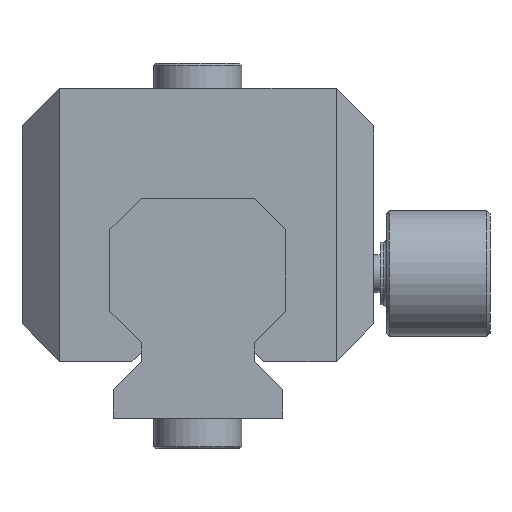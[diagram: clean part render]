
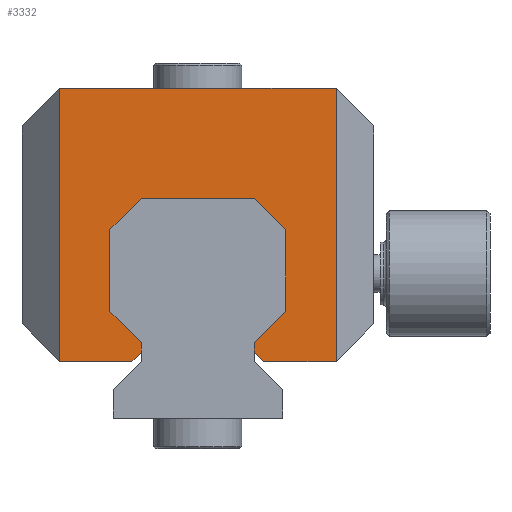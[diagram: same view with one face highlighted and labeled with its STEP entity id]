
A CAD part, front view. The second image highlights one B-rep face of the part: STEP entity #3332.
In plain terms, the highlighted face is planar.
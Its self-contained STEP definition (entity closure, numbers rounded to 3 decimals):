
#103=PLANE('',#3863);
#278=FACE_OUTER_BOUND('',#473,.T.);
#473=EDGE_LOOP('',(#2906,#2907,#2908,#2909,#2910,#2911,#2912,#2913,#2914,
#2915,#2916,#2917,#2918,#2919,#2920,#2921));
#941=LINE('',#5915,#1172);
#944=LINE('',#5921,#1175);
#945=LINE('',#5923,#1176);
#946=LINE('',#5925,#1177);
#947=LINE('',#5927,#1178);
#948=LINE('',#5929,#1179);
#949=LINE('',#5931,#1180);
#950=LINE('',#5933,#1181);
#951=LINE('',#5935,#1182);
#952=LINE('',#5937,#1183);
#953=LINE('',#5939,#1184);
#954=LINE('',#5941,#1185);
#955=LINE('',#5943,#1186);
#956=LINE('',#5945,#1187);
#957=LINE('',#5947,#1188);
#958=LINE('',#5948,#1189);
#1172=VECTOR('',#4891,10.);
#1175=VECTOR('',#4896,10.);
#1176=VECTOR('',#4897,10.);
#1177=VECTOR('',#4898,10.);
#1178=VECTOR('',#4899,10.);
#1179=VECTOR('',#4900,10.);
#1180=VECTOR('',#4901,10.);
#1181=VECTOR('',#4902,10.);
#1182=VECTOR('',#4903,10.);
#1183=VECTOR('',#4904,10.);
#1184=VECTOR('',#4905,10.);
#1185=VECTOR('',#4906,10.);
#1186=VECTOR('',#4907,10.);
#1187=VECTOR('',#4908,10.);
#1188=VECTOR('',#4909,10.);
#1189=VECTOR('',#4910,10.);
#1527=VERTEX_POINT('',#5912);
#1528=VERTEX_POINT('',#5914);
#1530=VERTEX_POINT('',#5920);
#1531=VERTEX_POINT('',#5922);
#1532=VERTEX_POINT('',#5924);
#1533=VERTEX_POINT('',#5926);
#1534=VERTEX_POINT('',#5928);
#1535=VERTEX_POINT('',#5930);
#1536=VERTEX_POINT('',#5932);
#1537=VERTEX_POINT('',#5934);
#1538=VERTEX_POINT('',#5936);
#1539=VERTEX_POINT('',#5938);
#1540=VERTEX_POINT('',#5940);
#1541=VERTEX_POINT('',#5942);
#1542=VERTEX_POINT('',#5944);
#1543=VERTEX_POINT('',#5946);
#1994=EDGE_CURVE('',#1527,#1528,#941,.T.);
#1997=EDGE_CURVE('',#1527,#1530,#944,.T.);
#1998=EDGE_CURVE('',#1531,#1530,#945,.T.);
#1999=EDGE_CURVE('',#1531,#1532,#946,.T.);
#2000=EDGE_CURVE('',#1532,#1533,#947,.T.);
#2001=EDGE_CURVE('',#1533,#1534,#948,.T.);
#2002=EDGE_CURVE('',#1534,#1535,#949,.T.);
#2003=EDGE_CURVE('',#1535,#1536,#950,.T.);
#2004=EDGE_CURVE('',#1536,#1537,#951,.T.);
#2005=EDGE_CURVE('',#1537,#1538,#952,.T.);
#2006=EDGE_CURVE('',#1538,#1539,#953,.T.);
#2007=EDGE_CURVE('',#1539,#1540,#954,.T.);
#2008=EDGE_CURVE('',#1540,#1541,#955,.T.);
#2009=EDGE_CURVE('',#1541,#1542,#956,.T.);
#2010=EDGE_CURVE('',#1542,#1543,#957,.T.);
#2011=EDGE_CURVE('',#1543,#1528,#958,.T.);
#2906=ORIENTED_EDGE('',*,*,#1994,.F.);
#2907=ORIENTED_EDGE('',*,*,#1997,.T.);
#2908=ORIENTED_EDGE('',*,*,#1998,.F.);
#2909=ORIENTED_EDGE('',*,*,#1999,.T.);
#2910=ORIENTED_EDGE('',*,*,#2000,.T.);
#2911=ORIENTED_EDGE('',*,*,#2001,.T.);
#2912=ORIENTED_EDGE('',*,*,#2002,.T.);
#2913=ORIENTED_EDGE('',*,*,#2003,.T.);
#2914=ORIENTED_EDGE('',*,*,#2004,.T.);
#2915=ORIENTED_EDGE('',*,*,#2005,.T.);
#2916=ORIENTED_EDGE('',*,*,#2006,.T.);
#2917=ORIENTED_EDGE('',*,*,#2007,.T.);
#2918=ORIENTED_EDGE('',*,*,#2008,.T.);
#2919=ORIENTED_EDGE('',*,*,#2009,.T.);
#2920=ORIENTED_EDGE('',*,*,#2010,.T.);
#2921=ORIENTED_EDGE('',*,*,#2011,.T.);
#3332=ADVANCED_FACE('',(#278),#103,.T.);
#3863=AXIS2_PLACEMENT_3D('',#5919,#4894,#4895);
#4891=DIRECTION('',(0.,0.,-1.));
#4894=DIRECTION('center_axis',(0.,1.,0.));
#4895=DIRECTION('ref_axis',(0.,0.,1.));
#4896=DIRECTION('',(1.,0.,0.));
#4897=DIRECTION('',(0.,0.,1.));
#4898=DIRECTION('',(-1.,0.,0.));
#4899=DIRECTION('',(-0.707,0.,0.707));
#4900=DIRECTION('',(0.,0.,1.));
#4901=DIRECTION('',(0.707,0.,0.707));
#4902=DIRECTION('',(0.,0.,1.));
#4903=DIRECTION('',(-0.707,0.,0.707));
#4904=DIRECTION('',(-1.,0.,0.));
#4905=DIRECTION('',(-0.707,0.,-0.707));
#4906=DIRECTION('',(0.,0.,-1.));
#4907=DIRECTION('',(0.707,0.,-0.707));
#4908=DIRECTION('',(0.,0.,-1.));
#4909=DIRECTION('',(-0.707,0.,-0.707));
#4910=DIRECTION('',(-1.,0.,0.));
#5912=CARTESIAN_POINT('',(-22.,29.,0.));
#5914=CARTESIAN_POINT('',(-22.,29.,-43.5));
#5915=CARTESIAN_POINT('',(-22.,29.,-29.641));
#5919=CARTESIAN_POINT('Origin',(0.,29.,-21.783));
#5920=CARTESIAN_POINT('',(22.,29.,0.));
#5921=CARTESIAN_POINT('',(22.,29.,0.));
#5922=CARTESIAN_POINT('',(22.,29.,-43.5));
#5923=CARTESIAN_POINT('',(22.,29.,-13.891));
#5924=CARTESIAN_POINT('',(10.5,29.,-43.5));
#5925=CARTESIAN_POINT('',(10.5,29.,-43.5));
#5926=CARTESIAN_POINT('',(9.,29.,-42.));
#5927=CARTESIAN_POINT('',(9.,29.,-42.));
#5928=CARTESIAN_POINT('',(9.,29.,-40.512));
#5929=CARTESIAN_POINT('',(9.,29.,-40.512));
#5930=CARTESIAN_POINT('',(14.,29.,-35.512));
#5931=CARTESIAN_POINT('',(14.,29.,-35.512));
#5932=CARTESIAN_POINT('',(14.,29.,-22.5));
#5933=CARTESIAN_POINT('',(14.,29.,-22.5));
#5934=CARTESIAN_POINT('',(9.,29.,-17.5));
#5935=CARTESIAN_POINT('',(9.,29.,-17.5));
#5936=CARTESIAN_POINT('',(-9.,29.,-17.5));
#5937=CARTESIAN_POINT('',(-9.,29.,-17.5));
#5938=CARTESIAN_POINT('',(-14.,29.,-22.5));
#5939=CARTESIAN_POINT('',(-14.,29.,-22.5));
#5940=CARTESIAN_POINT('',(-14.,29.,-35.512));
#5941=CARTESIAN_POINT('',(-14.,29.,-35.512));
#5942=CARTESIAN_POINT('',(-9.,29.,-40.512));
#5943=CARTESIAN_POINT('',(-9.,29.,-40.512));
#5944=CARTESIAN_POINT('',(-9.,29.,-42.));
#5945=CARTESIAN_POINT('',(-9.,29.,-42.));
#5946=CARTESIAN_POINT('',(-10.5,29.,-43.5));
#5947=CARTESIAN_POINT('',(-10.5,29.,-43.5));
#5948=CARTESIAN_POINT('',(-22.,29.,-43.5));
